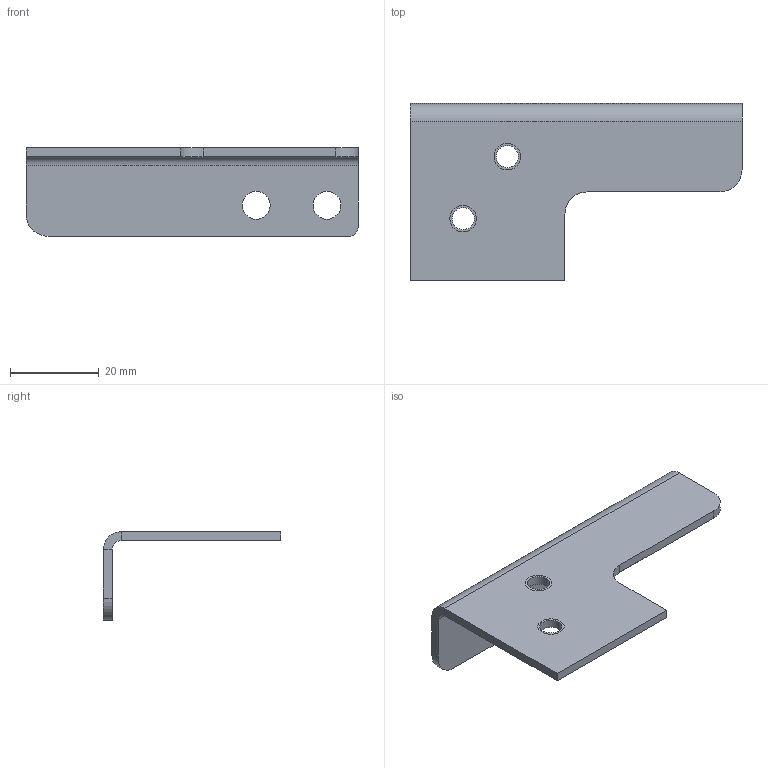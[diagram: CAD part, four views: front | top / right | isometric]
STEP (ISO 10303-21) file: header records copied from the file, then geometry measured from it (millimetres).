
FILE_DESCRIPTION((''),'2;1');
FILE_NAME('50-002019-00117','2020-01-08T17:17:55',('t.kolegar'),('Mechatronic Design & Solutions s.r.o.'),'CREO PARAMETRIC BY PTC INC, 2018020','CREO PARAMETRIC BY PTC INC, 2018020','');
FILE_SCHEMA(('CONFIG_CONTROL_DESIGN'));
Length unit declared in the file: millimetre
Products named in the file (1): 50-002019-00117
Bounding box: 75 x 40 x 20 mm (x, y, z)
Volume: 6691.2 mm3; surface area: 7420.8 mm2
Topology: 1 solids, 3 shells, 32 faces, 93 edges, 79 vertices
Faces by surface type: cylinder 18, plane 14
Entity records: 1098 total; most frequent: DIRECTION 195, CARTESIAN_POINT 183, ORIENTED_EDGE 156, EDGE_CURVE 82, AXIS2_PLACEMENT_3D 69, VECTOR 57, LINE 57, VERTEX_POINT 52
